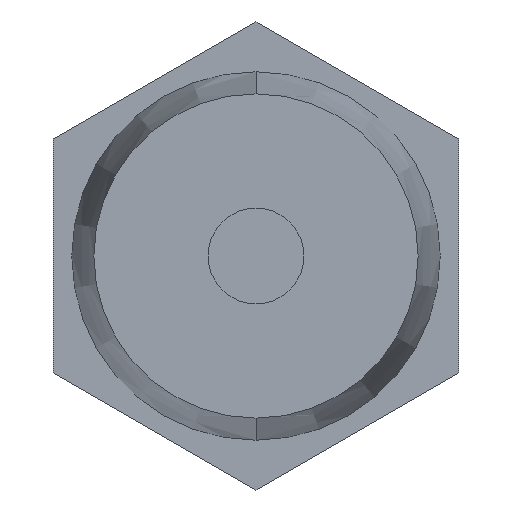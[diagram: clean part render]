
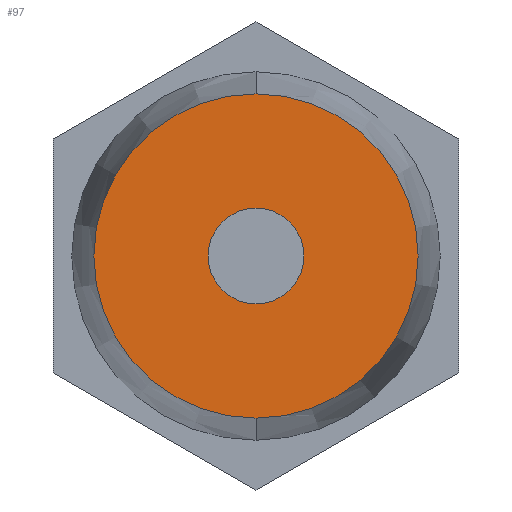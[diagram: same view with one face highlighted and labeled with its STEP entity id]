
A CAD part, front view. The second image highlights one B-rep face of the part: STEP entity #97.
In plain terms, the highlighted planar face has unit normal (0, -1, 0).
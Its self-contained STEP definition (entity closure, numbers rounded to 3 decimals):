
#97=ADVANCED_FACE('',(#221,#222),#223,.F.);
#221=FACE_OUTER_BOUND('',#462,.T.);
#222=FACE_BOUND('',#463,.T.);
#223=PLANE('',#464);
#462=EDGE_LOOP('',(#3608,#3609));
#463=EDGE_LOOP('',(#3610,#3611));
#464=AXIS2_PLACEMENT_3D('',#3612,#3613,#3614);
#3608=ORIENTED_EDGE('',*,*,#4481,.F.);
#3609=ORIENTED_EDGE('',*,*,#4497,.F.);
#3610=ORIENTED_EDGE('',*,*,#4485,.F.);
#3611=ORIENTED_EDGE('',*,*,#4505,.F.);
#3612=CARTESIAN_POINT('',(22.0,-30.0,0.0));
#3613=DIRECTION('',(0.0,1.0,0.0));
#3614=DIRECTION('',(1.0,0.0,-0.0));
#4481=EDGE_CURVE('',#4777,#4778,#4779,.T.);
#4485=EDGE_CURVE('',#4785,#4786,#4787,.T.);
#4497=EDGE_CURVE('',#4778,#4777,#4809,.T.);
#4505=EDGE_CURVE('',#4786,#4785,#4823,.T.);
#4777=VERTEX_POINT('',#5266);
#4778=VERTEX_POINT('',#5267);
#4779=CIRCLE('',#5268,22.0);
#4785=VERTEX_POINT('',#5276);
#4786=VERTEX_POINT('',#5277);
#4787=CIRCLE('',#5278,6.5);
#4809=CIRCLE('',#5306,22.0);
#4823=CIRCLE('',#5326,6.5);
#5266=CARTESIAN_POINT('',(0.,-30.0,22.0));
#5267=CARTESIAN_POINT('',(0.,-30.0,-22.0));
#5268=AXIS2_PLACEMENT_3D('',#8924,#8925,#8926);
#5276=CARTESIAN_POINT('',(0.,-30.0,6.5));
#5277=CARTESIAN_POINT('',(0.,-30.0,-6.5));
#5278=AXIS2_PLACEMENT_3D('',#8932,#8933,#8934);
#5306=AXIS2_PLACEMENT_3D('',#8956,#8957,#8958);
#5326=AXIS2_PLACEMENT_3D('',#8968,#8969,#8970);
#8924=CARTESIAN_POINT('',(0.,-30.0,0.0));
#8925=DIRECTION('',(0.0,1.0,0.0));
#8926=DIRECTION('',(0.0,0.0,1.0));
#8932=CARTESIAN_POINT('',(0.,-30.0,0.0));
#8933=DIRECTION('',(0.0,-1.0,0.0));
#8934=DIRECTION('',(0.0,0.0,1.0));
#8956=CARTESIAN_POINT('',(0.,-30.0,0.0));
#8957=DIRECTION('',(0.0,1.0,0.0));
#8958=DIRECTION('',(0.0,0.0,1.0));
#8968=CARTESIAN_POINT('',(0.,-30.0,0.0));
#8969=DIRECTION('',(0.0,-1.0,0.0));
#8970=DIRECTION('',(0.0,0.0,1.0));
